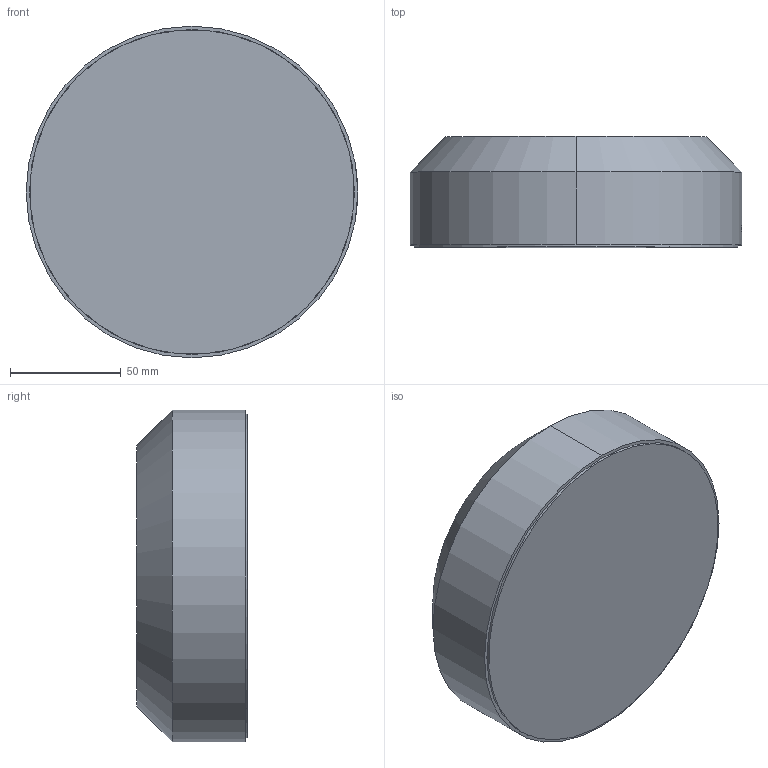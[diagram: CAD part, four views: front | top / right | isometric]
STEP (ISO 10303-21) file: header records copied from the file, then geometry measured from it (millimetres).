
FILE_DESCRIPTION (( 'STEP AP214' ), '1' );
FILE_NAME ('S1015001.STEP', '2019-08-23T19:04:46', ( '' ), ( '' ), 'SwSTEP 2.0', 'SolidWorks 2019', '' );
FILE_SCHEMA (( 'AUTOMOTIVE_DESIGN' ));
Length unit declared in the file: inch
Products named in the file (1): S1015001
Bounding box: 150.01 x 50 x 150.01 mm (x, y, z)
Volume: 821805.1 mm3; surface area: 92868.7 mm2
Topology: 2 solids, 2 shells, 50 faces, 105 edges, 62 vertices
Faces by surface type: cylinder 26, plane 11, cone 10, torus 2, sphere 1
Entity records: 2053 total; most frequent: CARTESIAN_POINT 275, DIRECTION 254, ORIENTED_EDGE 192, AXIS2_PLACEMENT_3D 109, EDGE_CURVE 96, EDGE_LOOP 62, VERTEX_POINT 62, CIRCLE 58
